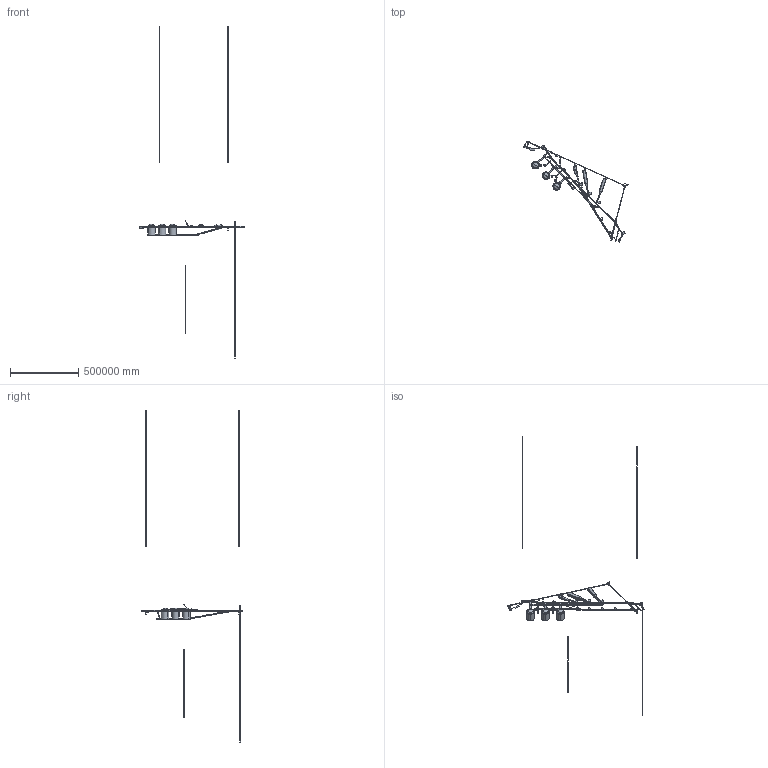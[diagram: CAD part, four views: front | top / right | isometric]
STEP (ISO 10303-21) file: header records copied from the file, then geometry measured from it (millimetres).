
FILE_DESCRIPTION(('OneSpaceDesigner STEP Export'),'2;1');
FILE_NAME('4850L-FullAssy-Excavation-04Jan10.stp','2010-01-05T15:48:39',(''),(''),'OneSpace Designer STEP processor for AP214 (Solid Model)','OneSpace Modeling 15.50B 03-Nov-2007 (C) CoCreate Software GmbH','');
FILE_SCHEMA(('AUTOMOTIVE_DESIGN { 1 0 10303 214 1 1 1 1 }'));
Length unit declared in the file: millimetre
Products named in the file (271): floor; Rail2; Cavern; Cavern.1; Cavern.1-Annex; Cavern.2; Cavern.2.1; Cavern.3; Cavern.4; Rail1; CavernAssy; NewDrift-15Jun09; DriftExt-15Jun09; 4850LUX-Majorana; CavernBack; DriftEntTrans2-2; ExitWall-2; CavernEntWall; TransRoom-Wall2; TransRoom-Wall1; TransRoom-Ceiling2; TransRoom-Ceiling1; TransRoom-Wall1.1; TransRoomAssy; DriftEntTrans1-2; DriftExit6x5-2; CavernAssy2; 4850LabModuleAssy-2-100-LBF-Shops-16Oct09; DriftEntTrans1-3; DriftExit6x5-3; CavernDriftAssy; CavernAssy3; 4850LabModuleAssy-3-100-2Exp-16Oct09; DriftMain.2.2.1; RossShaft3; RossShaft2; RossShaft1; RossShaftAssy; DriftWallRoss2; DriftWallExt.2 ...
Assembly tree (270 placements, depth 6):
  4850L-FullAssy-Excavation-04Jan10
    5040AccessDriftAssy
      5040Drift6x4x300-Slope.1
      Shaft-4850to5040
      5040Drift6x4x300-Slope
      5040Drift6x4-C4
      5040Drift6x4-C3
      5040SubStation-Elec
      5040Drift6x4-C5
      5040Drift6x4x50
      5040Drift6x4x162
      5040Drift6x4x116
      5040Drift6x4x60
      5040MuckBayAssy
        5040MuckDrift6x4-LC2
        5040MuckDrift6x4-3
        5040MuckDrift6x4-LC3
        5040MuckDrift6x4-4
        5040MuckDrift6x4-1
        5040MuckDrift6x4-2
        5040MuckDrift6x4-Sump
        5040MuckDrift6x4-5
      5040Drift6x4-C2
      48500Drift6x4x10
    NewDriftAssy
      Drift6x5-Parallel-4
      Drift6x5-Parallel-3
      Drift6x5-NewWinzeAccess.1
      Drift6x5-NewWinzeAccess
      LabModUtilityRoomAssy2
        Room2
        EndWall2
      LabModUtilityRoomAssy1
        Room1
        EndWall1
      Drift6x5-ParConnC1
      Drift6x5-Parallel-1
      Drift6x5-Parallel-2
      LabModUtilityRoomAssy3
        Room3
        EndWall3
      Drift6x5-Rossto6WinzeAssy
        StagingAreaWall1
        StagingArea
        DriftRossto6Winze2
        Drift6x5-Rossto6Winze1
        Drift6x5-Rossto6WinzeC1.1
      4850to7400WinseAssy
        NewWinzeAssy
          NewWinze2
          NewWinze1
        4850to7400Winse-Access
        4850to7400Winse-HoistRoom
        HoistShaft-45
      MuckBayAssy
        DriftEnt6x5-4
        DriftEnt6x5-3
        DriftEnt6x5-2.1
        DriftEnt6x5-2
        DriftEnt6x5-1.5
Bounding box: 765157.61 x 739025.18 x 2438400 mm (x, y, z)
Volume: 245193386056472.6 mm3; surface area: 440142377614.8 mm2
Topology: 222 solids, 223 shells, 3037 faces, 7686 edges, 5053 vertices
Faces by surface type: plane 1806, cylinder 875, torus 177, extrusion 75, bspline 61, revolution 26, sphere 16, cone 1
Full cylindrical faces by diameter (mm): 5000 x13
Entity records: 225753 total; most frequent: CARTESIAN_POINT 146088, ORIENTED_EDGE 15308, DIRECTION 14415, EDGE_CURVE 7660, VERTEX_POINT 5053, VECTOR 4949, LINE 4877, AXIS2_PLACEMENT_3D 4720
